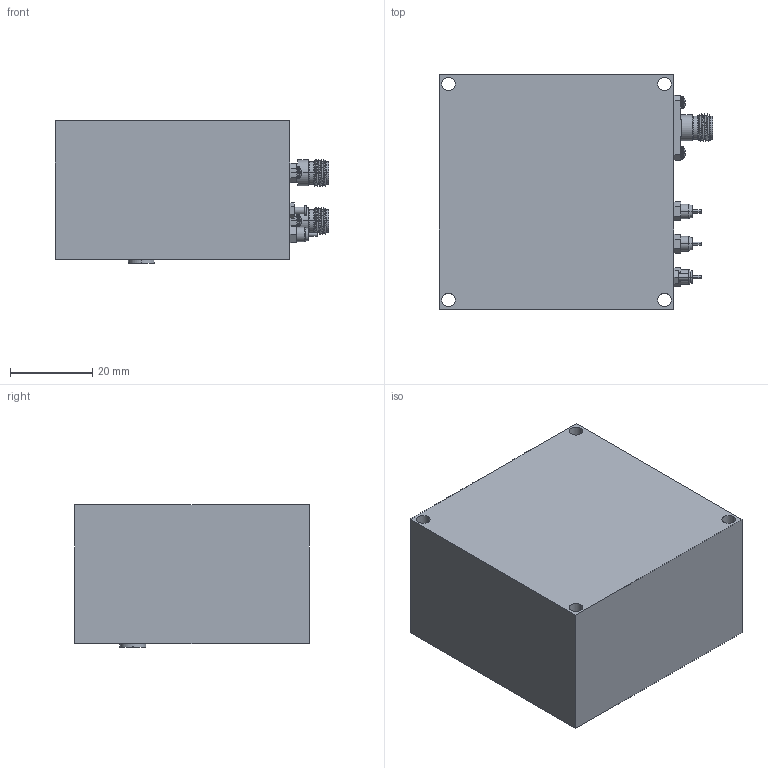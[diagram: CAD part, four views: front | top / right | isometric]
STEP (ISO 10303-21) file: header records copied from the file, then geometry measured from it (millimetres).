
FILE_DESCRIPTION (( 'STEP AP203' ), '1' );
FILE_NAME ('SOP-70201110-SF-E1.STEP', '2019-04-12T16:40:50', ( '' ), ( '' ), 'SwSTEP 2.0', 'SolidWorks 2016', '' );
FILE_SCHEMA (( 'CONFIG_CONTROL_DESIGN' ));
Products named in the file (1): SOP-70201110-SF-E1
Bounding box: 66.6 x 57.15 x 34.68 mm (x, y, z)
Volume: 109610.6 mm3; surface area: 18314.9 mm2
Topology: 12 solids, 12 shells, 743 faces, 1975 edges, 1289 vertices
Faces by surface type: cylinder 423, plane 187, cone 72, bspline 27, torus 26, sphere 8
Entity records: 33092 total; most frequent: CARTESIAN_POINT 16136, ORIENTED_EDGE 3946, DIRECTION 3179, EDGE_CURVE 1973, VERTEX_POINT 1289, AXIS2_PLACEMENT_3D 1218, EDGE_LOOP 800, ADVANCED_FACE 743
